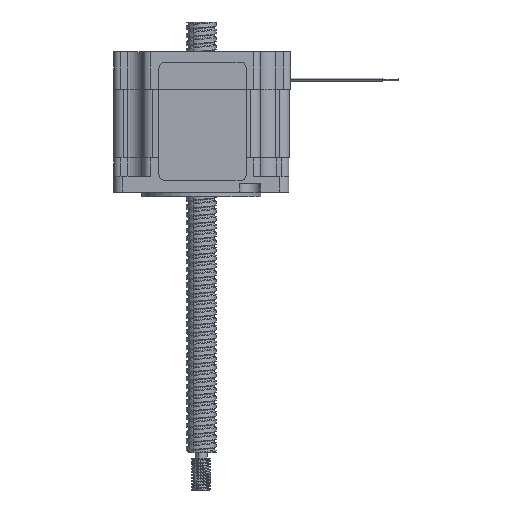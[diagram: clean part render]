
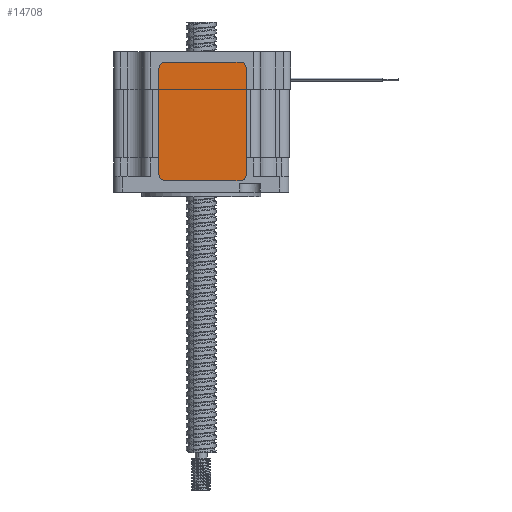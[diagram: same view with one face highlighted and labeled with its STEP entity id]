
A CAD part, left-side view. The second image highlights one B-rep face of the part: STEP entity #14708.
In plain terms, the highlighted face is planar.
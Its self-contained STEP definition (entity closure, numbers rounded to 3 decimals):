
#832 = VERTEX_POINT ( 'NONE', #41241 ) ;
#1066 = AXIS2_PLACEMENT_3D ( 'NONE', #15377, #18772, #26205 ) ;
#3454 = CARTESIAN_POINT ( 'NONE',  ( 0., 26., 0.1 ) ) ;
#3891 = ORIENTED_EDGE ( 'NONE', *, *, #12630, .T. ) ;
#5481 = VECTOR ( 'NONE', #18272, 1000. ) ;
#5659 = AXIS2_PLACEMENT_3D ( 'NONE', #20573, #11072, #7469 ) ;
#5675 = ORIENTED_EDGE ( 'NONE', *, *, #19202, .T. ) ;
#6833 = DIRECTION ( 'NONE',  ( -1., 0., 0. ) ) ;
#7469 = DIRECTION ( 'NONE',  ( 0., -1., 0. ) ) ;
#7785 = VECTOR ( 'NONE', #34110, 1000. ) ;
#10013 = LINE ( 'NONE', #40917, #23515 ) ;
#10654 = CIRCLE ( 'NONE', #5659, 2. ) ;
#10853 = LINE ( 'NONE', #24610, #5481 ) ;
#11072 = DIRECTION ( 'NONE',  ( 0., 0., 1. ) ) ;
#11167 = CARTESIAN_POINT ( 'NONE',  ( 38., 26., 0.1 ) ) ;
#12455 = EDGE_CURVE ( 'NONE', #41435, #15466, #16875, .T. ) ;
#12477 = EDGE_CURVE ( 'NONE', #28138, #34817, #15429, .T. ) ;
#12630 = EDGE_CURVE ( 'NONE', #34817, #832, #23732, .T. ) ;
#13354 = FACE_OUTER_BOUND ( 'NONE', #39322, .T. ) ;
#14033 = ORIENTED_EDGE ( 'NONE', *, *, #12455, .T. ) ;
#14493 = DIRECTION ( 'NONE',  ( 0., 0., 1. ) ) ;
#14700 = CARTESIAN_POINT ( 'NONE',  ( 2., 26., 0.1 ) ) ;
#14708 = ADVANCED_FACE ( 'NONE', ( #13354 ), #16950, .T. ) ;
#15377 = CARTESIAN_POINT ( 'NONE',  ( 2., 2., 0.1 ) ) ;
#15429 = CIRCLE ( 'NONE', #1066, 2. ) ;
#15466 = VERTEX_POINT ( 'NONE', #23368 ) ;
#16875 = CIRCLE ( 'NONE', #28403, 2. ) ;
#16926 = CARTESIAN_POINT ( 'NONE',  ( 2., 0., 0.1 ) ) ;
#16950 = PLANE ( 'NONE',  #23390 ) ;
#17152 = VERTEX_POINT ( 'NONE', #19956 ) ;
#18272 = DIRECTION ( 'NONE',  ( 0., 1., 0. ) ) ;
#18772 = DIRECTION ( 'NONE',  ( 0., 0., 1. ) ) ;
#19202 = EDGE_CURVE ( 'NONE', #17152, #33960, #10853, .T. ) ;
#19267 = CIRCLE ( 'NONE', #24946, 2. ) ;
#19956 = CARTESIAN_POINT ( 'NONE',  ( 38., 2., 0.1 ) ) ;
#20573 = CARTESIAN_POINT ( 'NONE',  ( 36., 2., 0.1 ) ) ;
#21919 = DIRECTION ( 'NONE',  ( 0., 1., 0. ) ) ;
#21937 = VECTOR ( 'NONE', #23065, 1000. ) ;
#22248 = CARTESIAN_POINT ( 'NONE',  ( 36., 28., 0.1 ) ) ;
#22707 = EDGE_CURVE ( 'NONE', #33960, #35432, #19267, .T. ) ;
#23065 = DIRECTION ( 'NONE',  ( 1., 0., 0. ) ) ;
#23368 = CARTESIAN_POINT ( 'NONE',  ( 0., 26., 0.1 ) ) ;
#23390 = AXIS2_PLACEMENT_3D ( 'NONE', #27125, #37924, #44518 ) ;
#23515 = VECTOR ( 'NONE', #6833, 1000. ) ;
#23732 = LINE ( 'NONE', #16926, #21937 ) ;
#23977 = LINE ( 'NONE', #3454, #7785 ) ;
#24610 = CARTESIAN_POINT ( 'NONE',  ( 38., 2., 0.1 ) ) ;
#24946 = AXIS2_PLACEMENT_3D ( 'NONE', #39328, #38642, #25348 ) ;
#25348 = DIRECTION ( 'NONE',  ( 1., 0., 0. ) ) ;
#25714 = ORIENTED_EDGE ( 'NONE', *, *, #36642, .T. ) ;
#26205 = DIRECTION ( 'NONE',  ( -1., 0., 0. ) ) ;
#27125 = CARTESIAN_POINT ( 'NONE',  ( 19., 14., 0.1 ) ) ;
#28138 = VERTEX_POINT ( 'NONE', #38558 ) ;
#28403 = AXIS2_PLACEMENT_3D ( 'NONE', #14700, #14493, #21919 ) ;
#33085 = CARTESIAN_POINT ( 'NONE',  ( 2., 28., 0.1 ) ) ;
#33295 = ORIENTED_EDGE ( 'NONE', *, *, #38914, .T. ) ;
#33960 = VERTEX_POINT ( 'NONE', #11167 ) ;
#34086 = CARTESIAN_POINT ( 'NONE',  ( 2., 0., 0.1 ) ) ;
#34110 = DIRECTION ( 'NONE',  ( 0., -1., 0. ) ) ;
#34817 = VERTEX_POINT ( 'NONE', #34086 ) ;
#34990 = ORIENTED_EDGE ( 'NONE', *, *, #12477, .T. ) ;
#35432 = VERTEX_POINT ( 'NONE', #22248 ) ;
#36052 = ORIENTED_EDGE ( 'NONE', *, *, #22707, .T. ) ;
#36642 = EDGE_CURVE ( 'NONE', #35432, #41435, #10013, .T. ) ;
#37924 = DIRECTION ( 'NONE',  ( 0., 0., 1. ) ) ;
#38558 = CARTESIAN_POINT ( 'NONE',  ( 0., 2., 0.1 ) ) ;
#38642 = DIRECTION ( 'NONE',  ( 0., 0., 1. ) ) ;
#38914 = EDGE_CURVE ( 'NONE', #832, #17152, #10654, .T. ) ;
#38953 = ORIENTED_EDGE ( 'NONE', *, *, #40103, .T. ) ;
#39322 = EDGE_LOOP ( 'NONE', ( #38953, #34990, #3891, #33295, #5675, #36052, #25714, #14033 ) ) ;
#39328 = CARTESIAN_POINT ( 'NONE',  ( 36., 26., 0.1 ) ) ;
#40103 = EDGE_CURVE ( 'NONE', #15466, #28138, #23977, .T. ) ;
#40917 = CARTESIAN_POINT ( 'NONE',  ( 36., 28., 0.1 ) ) ;
#41241 = CARTESIAN_POINT ( 'NONE',  ( 36., 0., 0.1 ) ) ;
#41435 = VERTEX_POINT ( 'NONE', #33085 ) ;
#44518 = DIRECTION ( 'NONE',  ( 1., 0., 0. ) ) ;
